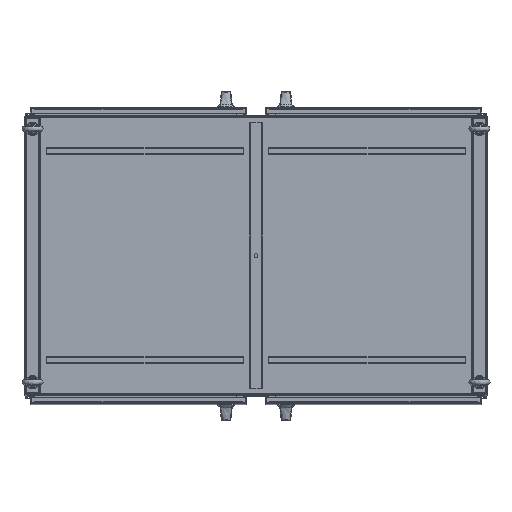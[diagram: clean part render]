
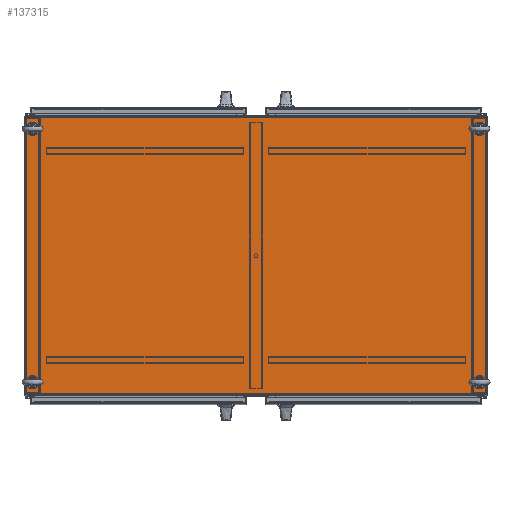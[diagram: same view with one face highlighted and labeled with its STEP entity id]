
A CAD part, top view. The second image highlights one B-rep face of the part: STEP entity #137315.
In plain terms, the highlighted planar face has unit normal (0, 0, 1).
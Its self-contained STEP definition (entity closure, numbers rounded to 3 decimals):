
#202 = DIRECTION ( 'NONE',  ( 1., 0., 0. ) ) ;
#4342 = CARTESIAN_POINT ( 'NONE',  ( -22.56, -22.968, 36.03 ) ) ;
#4356 = DIRECTION ( 'NONE',  ( 0., 0., -1. ) ) ;
#7015 = VERTEX_POINT ( 'NONE', #126470 ) ;
#8402 = FACE_BOUND ( 'NONE', #68015, .T. ) ;
#8705 = VECTOR ( 'NONE', #97067, 39.37 ) ;
#8975 = VERTEX_POINT ( 'NONE', #141460 ) ;
#9368 = DIRECTION ( 'NONE',  ( 0., 0., 1. ) ) ;
#10004 = EDGE_LOOP ( 'NONE', ( #110816, #57601, #164191, #175596 ) ) ;
#10382 = FACE_BOUND ( 'NONE', #48426, .T. ) ;
#12200 = EDGE_CURVE ( 'NONE', #72391, #142608, #31340, .T. ) ;
#12416 = ORIENTED_EDGE ( 'NONE', *, *, #99388, .T. ) ;
#14515 = DIRECTION ( 'NONE',  ( 0., -1., 0. ) ) ;
#15525 = DIRECTION ( 'NONE',  ( 1., 0., 0. ) ) ;
#17116 = CARTESIAN_POINT ( 'NONE',  ( -23.935, -24.45, 36.03 ) ) ;
#29430 = CARTESIAN_POINT ( 'NONE',  ( -23.935, 11.467, 36.03 ) ) ;
#31195 = VERTEX_POINT ( 'NONE', #4342 ) ;
#31340 = LINE ( 'NONE', #29430, #41431 ) ;
#37262 = EDGE_LOOP ( 'NONE', ( #195086 ) ) ;
#41012 = EDGE_CURVE ( 'NONE', #142608, #175959, #136564, .T. ) ;
#41431 = VECTOR ( 'NONE', #14515, 39.37 ) ;
#41747 = CIRCLE ( 'NONE', #165792, 0.375 ) ;
#43258 = CARTESIAN_POINT ( 'NONE',  ( -23.935, -24.45, 36.03 ) ) ;
#43998 = EDGE_LOOP ( 'NONE', ( #58268 ) ) ;
#44249 = CIRCLE ( 'NONE', #95040, 0.375 ) ;
#48426 = EDGE_LOOP ( 'NONE', ( #12416 ) ) ;
#48839 = AXIS2_PLACEMENT_3D ( 'NONE', #185139, #186135, #124399 ) ;
#57601 = ORIENTED_EDGE ( 'NONE', *, *, #41012, .T. ) ;
#58268 = ORIENTED_EDGE ( 'NONE', *, *, #145360, .T. ) ;
#58800 = CIRCLE ( 'NONE', #186003, 0.375 ) ;
#66960 = VERTEX_POINT ( 'NONE', #161482 ) ;
#68015 = EDGE_LOOP ( 'NONE', ( #141762 ) ) ;
#72391 = VERTEX_POINT ( 'NONE', #161145 ) ;
#73040 = EDGE_CURVE ( 'NONE', #31195, #31195, #44249, .T. ) ;
#79130 = DIRECTION ( 'NONE',  ( 0., 0., -1. ) ) ;
#86305 = EDGE_CURVE ( 'NONE', #100994, #72391, #115499, .T. ) ;
#86955 = FACE_BOUND ( 'NONE', #43998, .T. ) ;
#88114 = CARTESIAN_POINT ( 'NONE',  ( 35.935, -24.45, 36.03 ) ) ;
#90122 = CIRCLE ( 'NONE', #48839, 0.375 ) ;
#90287 = DIRECTION ( 'NONE',  ( 1., 0., 0. ) ) ;
#94822 = CARTESIAN_POINT ( 'NONE',  ( 34.935, 9.843, 36.03 ) ) ;
#95040 = AXIS2_PLACEMENT_3D ( 'NONE', #108011, #79130, #15525 ) ;
#97067 = DIRECTION ( 'NONE',  ( 0., 1., 0. ) ) ;
#99388 = EDGE_CURVE ( 'NONE', #7015, #7015, #90122, .T. ) ;
#99903 = PLANE ( 'NONE',  #115398 ) ;
#100504 = DIRECTION ( 'NONE',  ( -1., 0., 0. ) ) ;
#100994 = VERTEX_POINT ( 'NONE', #108240 ) ;
#101852 = FACE_BOUND ( 'NONE', #37262, .T. ) ;
#108011 = CARTESIAN_POINT ( 'NONE',  ( -22.935, -22.968, 36.03 ) ) ;
#108240 = CARTESIAN_POINT ( 'NONE',  ( 35.935, 11.324, 36.03 ) ) ;
#108808 = DIRECTION ( 'NONE',  ( 1., 0., 0. ) ) ;
#110816 = ORIENTED_EDGE ( 'NONE', *, *, #12200, .T. ) ;
#111285 = VECTOR ( 'NONE', #100504, 39.37 ) ;
#115398 = AXIS2_PLACEMENT_3D ( 'NONE', #177569, #9368, #159666 ) ;
#115499 = LINE ( 'NONE', #193111, #111285 ) ;
#124399 = DIRECTION ( 'NONE',  ( 1., 0., 0. ) ) ;
#126470 = CARTESIAN_POINT ( 'NONE',  ( -22.56, 9.843, 36.03 ) ) ;
#129916 = LINE ( 'NONE', #175724, #8705 ) ;
#130374 = EDGE_CURVE ( 'NONE', #175959, #100994, #129916, .T. ) ;
#135172 = CARTESIAN_POINT ( 'NONE',  ( 34.935, -22.968, 36.03 ) ) ;
#136564 = LINE ( 'NONE', #17116, #143852 ) ;
#137315 = ADVANCED_FACE ( 'NONE', ( #144751, #8402, #10382, #86955, #101852 ), #99903, .T. ) ;
#141460 = CARTESIAN_POINT ( 'NONE',  ( 35.31, 9.843, 36.03 ) ) ;
#141762 = ORIENTED_EDGE ( 'NONE', *, *, #73040, .T. ) ;
#142608 = VERTEX_POINT ( 'NONE', #43258 ) ;
#143852 = VECTOR ( 'NONE', #202, 39.37 ) ;
#144751 = FACE_OUTER_BOUND ( 'NONE', #10004, .T. ) ;
#145360 = EDGE_CURVE ( 'NONE', #66960, #66960, #58800, .T. ) ;
#151030 = DIRECTION ( 'NONE',  ( 0., 0., -1. ) ) ;
#159666 = DIRECTION ( 'NONE',  ( 1., 0., 0. ) ) ;
#161145 = CARTESIAN_POINT ( 'NONE',  ( -23.935, 11.324, 36.03 ) ) ;
#161482 = CARTESIAN_POINT ( 'NONE',  ( 35.31, -22.968, 36.03 ) ) ;
#164191 = ORIENTED_EDGE ( 'NONE', *, *, #130374, .T. ) ;
#165792 = AXIS2_PLACEMENT_3D ( 'NONE', #94822, #4356, #108808 ) ;
#174376 = EDGE_CURVE ( 'NONE', #8975, #8975, #41747, .T. ) ;
#175596 = ORIENTED_EDGE ( 'NONE', *, *, #86305, .T. ) ;
#175724 = CARTESIAN_POINT ( 'NONE',  ( 35.935, -24.593, 36.03 ) ) ;
#175959 = VERTEX_POINT ( 'NONE', #88114 ) ;
#177569 = CARTESIAN_POINT ( 'NONE',  ( -23.935, -24.593, 36.03 ) ) ;
#185139 = CARTESIAN_POINT ( 'NONE',  ( -22.935, 9.843, 36.03 ) ) ;
#186003 = AXIS2_PLACEMENT_3D ( 'NONE', #135172, #151030, #90287 ) ;
#186135 = DIRECTION ( 'NONE',  ( 0., 0., -1. ) ) ;
#193111 = CARTESIAN_POINT ( 'NONE',  ( -23.935, 11.324, 36.03 ) ) ;
#195086 = ORIENTED_EDGE ( 'NONE', *, *, #174376, .T. ) ;
